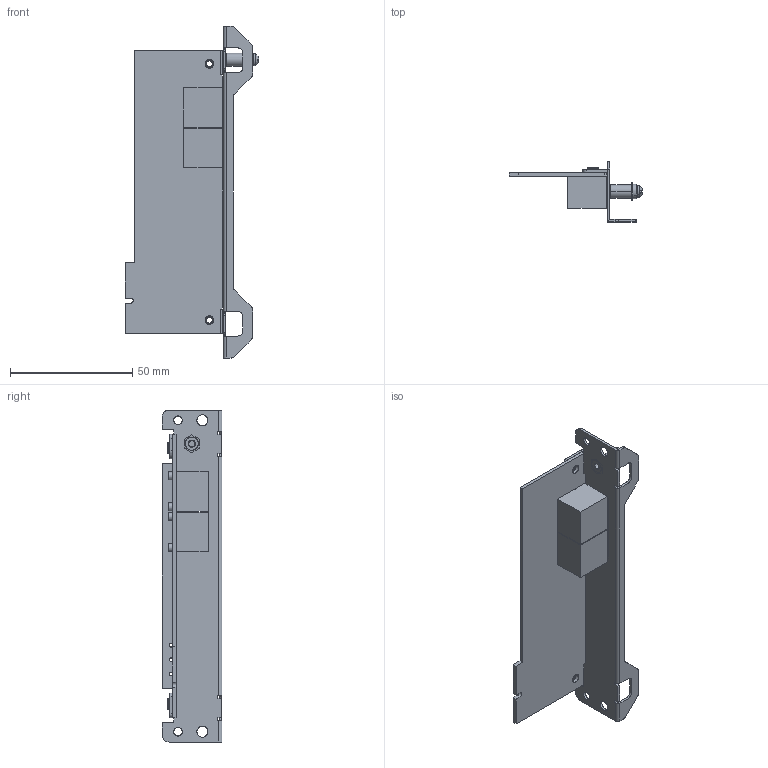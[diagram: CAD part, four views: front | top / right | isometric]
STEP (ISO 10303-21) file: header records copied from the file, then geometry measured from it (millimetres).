
FILE_DESCRIPTION((''),'2;1');
FILE_NAME('C100_ASM','2021-11-12T15:22:35',('PC'),(''),'CREO PARAMETRIC BY PTC INC, 2019010','CREO PARAMETRIC BY PTC INC, 2019010','');
FILE_SCHEMA(('CONFIG_CONTROL_DESIGN'));
Length unit declared in the file: millimetre
Products named in the file (1): C100_ASM
Bounding box: 54.78 x 24.5 x 136 mm (x, y, z)
Surface area: 21474.1 mm2 (no closed solid volume)
Topology: 0 solids, 531 shells, 531 faces, 3120 edges, 3120 vertices
Faces by surface type: extrusion 221, plane 173, cylinder 119, cone 8, torus 8, bspline 2
Entity records: 34108 total; most frequent: CARTESIAN_POINT 12898, DIRECTION 3225, VERTEX_POINT 3120, ORIENTED_EDGE 3120, EDGE_CURVE 3120, VECTOR 1723, LINE 1502, B_SPLINE_CURVE_WITH_KNOTS 1396
